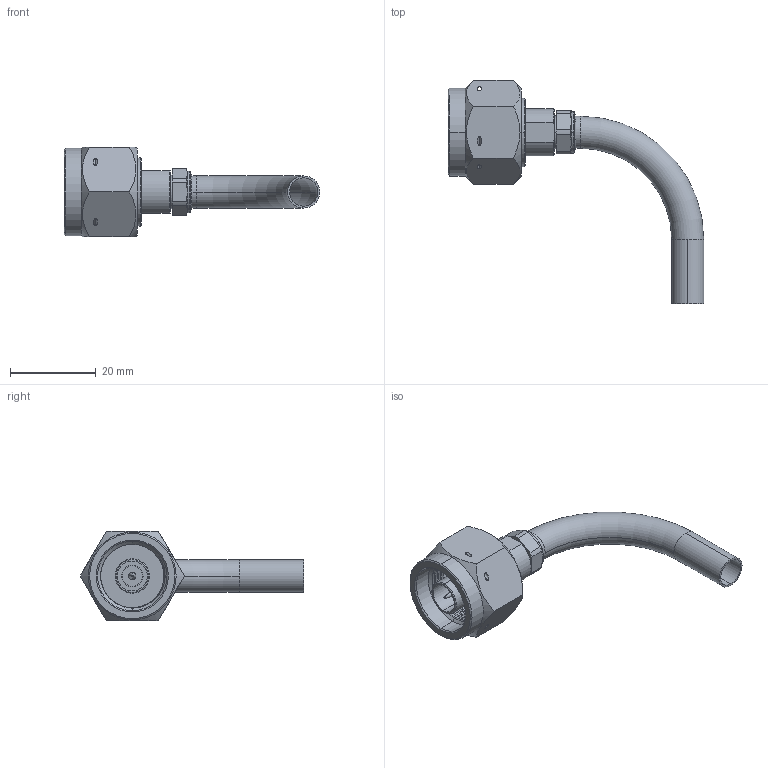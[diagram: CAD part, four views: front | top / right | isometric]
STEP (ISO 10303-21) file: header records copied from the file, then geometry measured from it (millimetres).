
FILE_DESCRIPTION (( 'STEP AP203' ), '1' );
FILE_NAME ('3190-6090.STEP', '2022-06-20T07:04:45', ( '001' ), ( '' ), 'SwSTEP 2.0', 'SolidWorks 2020', '' );
FILE_SCHEMA (( 'CONFIG_CONTROL_DESIGN' ));
Length unit declared in the file: millimetre
Products named in the file (3): 3190-2291B; 3190-6090; 0086-0131
Assembly tree (2 placements, depth 2):
  3190-6090
    3190-2291B
    0086-0131
Bounding box: 59.66 x 52.12 x 21 mm (x, y, z)
Volume: 5969.3 mm3; surface area: 6904.1 mm2
Topology: 2 solids, 3 shells, 153 faces, 359 edges, 227 vertices
Faces by surface type: cylinder 72, plane 39, cone 32, torus 8, bspline 2
Entity records: 5782 total; most frequent: CARTESIAN_POINT 1968, DIRECTION 771, ORIENTED_EDGE 718, EDGE_CURVE 359, AXIS2_PLACEMENT_3D 321, VERTEX_POINT 227, EDGE_LOOP 178, CIRCLE 165
